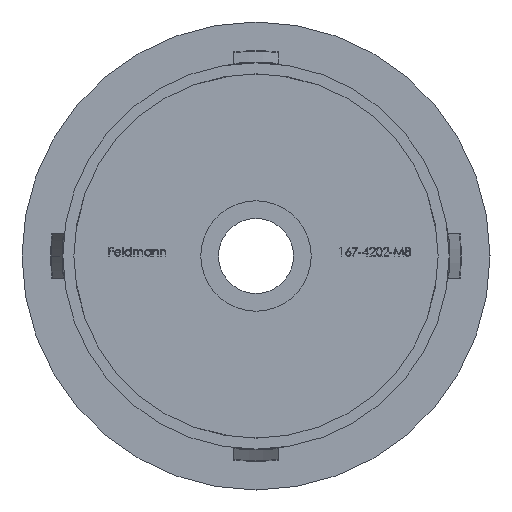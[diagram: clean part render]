
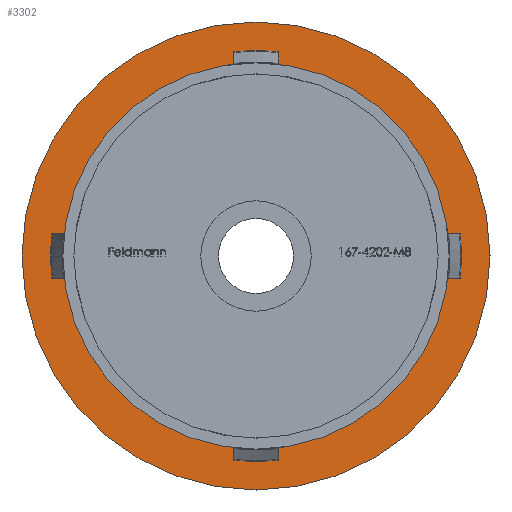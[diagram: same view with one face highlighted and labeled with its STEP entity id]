
A CAD part, front view. The second image highlights one B-rep face of the part: STEP entity #3302.
In plain terms, the highlighted planar face has unit normal (0, -1, 0).
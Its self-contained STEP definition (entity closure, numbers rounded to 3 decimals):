
#384 = EDGE_LOOP ( 'NONE', ( #10683, #15967 ) ) ;
#438 = CIRCLE ( 'NONE', #14080, 21.2 ) ;
#573 = VERTEX_POINT ( 'NONE', #9361 ) ;
#745 = DIRECTION ( 'NONE',  ( 0., 1., 0. ) ) ;
#873 = CARTESIAN_POINT ( 'NONE',  ( 21.2, 25.7, 0. ) ) ;
#1244 = CIRCLE ( 'NONE', #11420, 17.5 ) ;
#1311 = AXIS2_PLACEMENT_3D ( 'NONE', #4347, #745, #9491 ) ;
#1712 = AXIS2_PLACEMENT_3D ( 'NONE', #13227, #10545, #15568 ) ;
#2189 = VERTEX_POINT ( 'NONE', #10792 ) ;
#2304 = CARTESIAN_POINT ( 'NONE',  ( 21.2, 25.7, 0. ) ) ;
#2332 = DIRECTION ( 'NONE',  ( -1., 0., 0. ) ) ;
#3302 = ADVANCED_FACE ( 'NONE', ( #8748, #4246 ), #3384, .F. ) ;
#3384 = PLANE ( 'NONE',  #9885 ) ;
#3471 = DIRECTION ( 'NONE',  ( 0., 1., 0. ) ) ;
#3538 = EDGE_LOOP ( 'NONE', ( #5586, #5487 ) ) ;
#4246 = FACE_BOUND ( 'NONE', #384, .T. ) ;
#4347 = CARTESIAN_POINT ( 'NONE',  ( 0., 25.7, 0. ) ) ;
#5487 = ORIENTED_EDGE ( 'NONE', *, *, #15136, .F. ) ;
#5586 = ORIENTED_EDGE ( 'NONE', *, *, #6009, .F. ) ;
#6009 = EDGE_CURVE ( 'NONE', #11937, #10346, #9687, .T. ) ;
#6146 = DIRECTION ( 'NONE',  ( -1., 0., 0. ) ) ;
#7304 = CARTESIAN_POINT ( 'NONE',  ( -21.2, 25.7, 0. ) ) ;
#7580 = CIRCLE ( 'NONE', #1311, 17.5 ) ;
#8436 = EDGE_CURVE ( 'NONE', #573, #2189, #7580, .T. ) ;
#8748 = FACE_OUTER_BOUND ( 'NONE', #3538, .T. ) ;
#9361 = CARTESIAN_POINT ( 'NONE',  ( 17.5, 25.7, 0. ) ) ;
#9491 = DIRECTION ( 'NONE',  ( -1., 0., 0. ) ) ;
#9677 = CARTESIAN_POINT ( 'NONE',  ( 0., 25.7, 0. ) ) ;
#9687 = CIRCLE ( 'NONE', #1712, 21.2 ) ;
#9726 = DIRECTION ( 'NONE',  ( -1., 0., 0. ) ) ;
#9830 = CARTESIAN_POINT ( 'NONE',  ( 0., 25.7, 0. ) ) ;
#9839 = DIRECTION ( 'NONE',  ( 0., 1., 0. ) ) ;
#9885 = AXIS2_PLACEMENT_3D ( 'NONE', #873, #9839, #2332 ) ;
#10346 = VERTEX_POINT ( 'NONE', #2304 ) ;
#10545 = DIRECTION ( 'NONE',  ( 0., 1., 0. ) ) ;
#10683 = ORIENTED_EDGE ( 'NONE', *, *, #13153, .T. ) ;
#10792 = CARTESIAN_POINT ( 'NONE',  ( -17.5, 25.7, 0. ) ) ;
#11420 = AXIS2_PLACEMENT_3D ( 'NONE', #9830, #3471, #9726 ) ;
#11937 = VERTEX_POINT ( 'NONE', #7304 ) ;
#13153 = EDGE_CURVE ( 'NONE', #2189, #573, #1244, .T. ) ;
#13227 = CARTESIAN_POINT ( 'NONE',  ( 0., 25.7, 0. ) ) ;
#14080 = AXIS2_PLACEMENT_3D ( 'NONE', #9677, #15035, #6146 ) ;
#15035 = DIRECTION ( 'NONE',  ( 0., 1., 0. ) ) ;
#15136 = EDGE_CURVE ( 'NONE', #10346, #11937, #438, .T. ) ;
#15568 = DIRECTION ( 'NONE',  ( -1., 0., 0. ) ) ;
#15967 = ORIENTED_EDGE ( 'NONE', *, *, #8436, .T. ) ;
